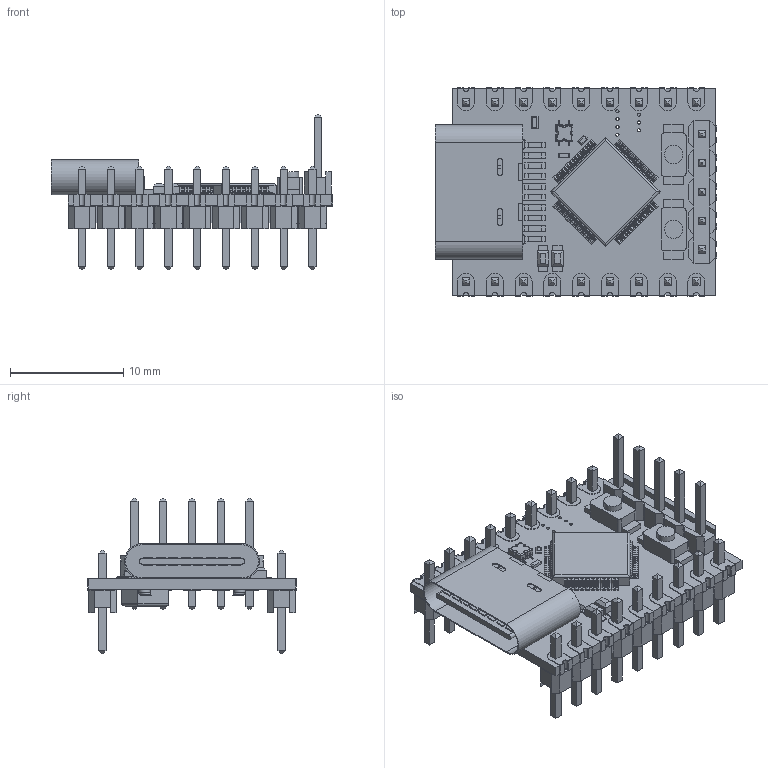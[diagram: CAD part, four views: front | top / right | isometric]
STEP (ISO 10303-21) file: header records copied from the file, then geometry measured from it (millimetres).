
FILE_DESCRIPTION(/* description */ (''),/* implementation_level */ '2;1');
FILE_NAME(/* name */ 'Raspberry Pi Pico Mini RP2040-Zero.stp',/* time_stamp */ '2025-06-05T22:48:18-06:00',/* author */ ('Zide'),/* organization */ (''),/* preprocessor_version */ 'ST-DEVELOPER v17',/* originating_system */ 'Autodesk Inventor 2019',/* authorisation */ '');
FILE_SCHEMA (('AUTOMOTIVE_DESIGN { 1 0 10303 214 3 1 1 }'));
Products named in the file (1): Raspberry Pi Pico Mini RP2040-Zero
Bounding box: 24.8 x 18.4 x 13.7 mm (x, y, z)
Volume: 836.2 mm3; surface area: 3375.7 mm2
Topology: 127 solids, 127 shells, 3068 faces, 7502 edges, 4683 vertices
Faces by surface type: plane 2597, cylinder 327, cone 120, bspline 16, torus 8
Full cylindrical faces by diameter (mm): 0.278 x7, 1.6 x2
Entity records: 91500 total; most frequent: CARTESIAN_POINT 15646, ORIENTED_EDGE 15004, DIRECTION 14363, EDGE_CURVE 7502, LINE 6715, VECTOR 6715, VERTEX_POINT 4683, AXIS2_PLACEMENT_3D 3824
